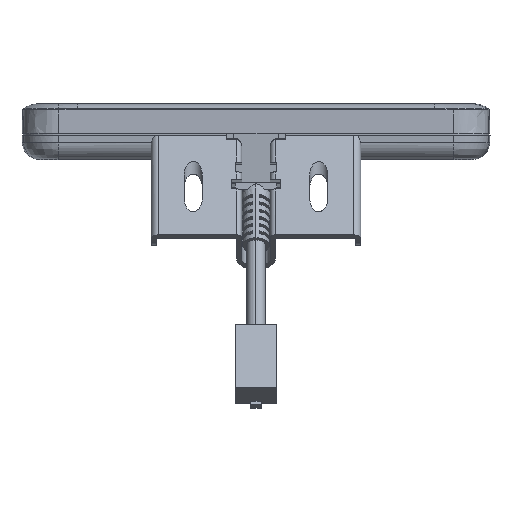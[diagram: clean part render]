
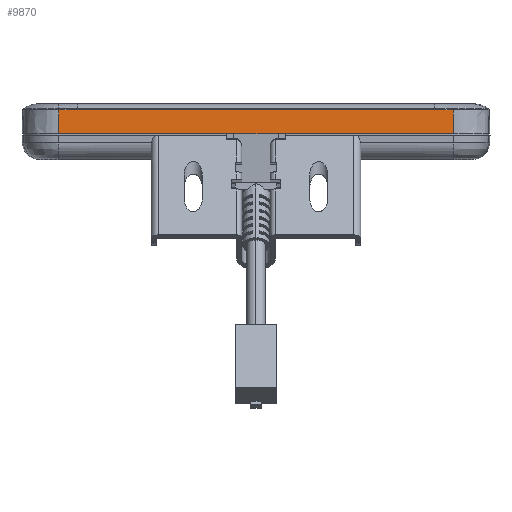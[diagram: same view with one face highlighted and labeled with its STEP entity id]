
A CAD part, top view. The second image highlights one B-rep face of the part: STEP entity #9870.
In plain terms, the highlighted face is planar.
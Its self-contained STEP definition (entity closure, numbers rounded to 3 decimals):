
#2760=DIRECTION('',(-0.031,0.035,0.999));
#2761=VECTOR('',#2760,6.834);
#2762=CARTESIAN_POINT('',(-56.5,15.012,1.774));
#2763=LINE('',#2762,#2761);
#2764=CARTESIAN_POINT('',(-56.5,15.012,1.774));
#2765=CARTESIAN_POINT('',(-55.897,15.012,1.772));
#2766=CARTESIAN_POINT('',(-54.699,15.012,1.765));
#2767=CARTESIAN_POINT('',(-52.93,15.011,1.752));
#2768=CARTESIAN_POINT('',(-51.768,15.011,1.734));
#2769=CARTESIAN_POINT('',(-51.192,15.01,1.722));
#2771=CARTESIAN_POINT('',(51.192,15.01,1.722));
#2772=CARTESIAN_POINT('',(51.768,15.011,1.734));
#2773=CARTESIAN_POINT('',(52.93,15.011,1.752));
#2774=CARTESIAN_POINT('',(54.699,15.012,1.766));
#2775=CARTESIAN_POINT('',(55.897,15.012,1.771));
#2776=CARTESIAN_POINT('',(56.5,15.012,1.773));
#2778=DIRECTION('',(-0.031,-0.035,-0.999));
#2779=VECTOR('',#2778,6.834);
#2780=CARTESIAN_POINT('',(56.71,15.25,8.6));
#2781=LINE('',#2780,#2779);
#2782=DIRECTION('',(1.,0.,0.));
#2783=VECTOR('',#2782,50.31);
#2784=CARTESIAN_POINT('',(6.4,15.25,8.6));
#2785=LINE('',#2784,#2783);
#2786=DIRECTION('',(1.,0.,0.));
#2787=VECTOR('',#2786,50.31);
#2788=CARTESIAN_POINT('',(-56.71,15.25,8.6));
#2789=LINE('',#2788,#2787);
#2807=DIRECTION('',(1.,0.,0.));
#2808=VECTOR('',#2807,102.384);
#2809=CARTESIAN_POINT('',(-51.192,15.01,1.722));
#2810=LINE('',#2809,#2808);
#3158=CARTESIAN_POINT('',(56.71,15.25,8.6));
#3224=CARTESIAN_POINT('',(-56.71,15.25,8.6));
#4304=DIRECTION('',(-1.,0.,0.));
#4305=VECTOR('',#4304,12.8);
#4306=CARTESIAN_POINT('',(6.4,15.25,8.6));
#4307=LINE('',#4306,#4305);
#6343=VERTEX_POINT('',#3224);
#6350=VERTEX_POINT('',#3158);
#6363=VERTEX_POINT('',#2776);
#6364=VERTEX_POINT('',#2771);
#6365=VERTEX_POINT('',#2769);
#6366=VERTEX_POINT('',#2764);
#6668=CARTESIAN_POINT('',(-6.4,15.25,8.6));
#6669=VERTEX_POINT('',#6668);
#6670=CARTESIAN_POINT('',(6.4,15.25,8.6));
#6671=VERTEX_POINT('',#6670);
#9848=CARTESIAN_POINT('',(-68.053,14.986,1.033));
#9849=DIRECTION('',(0.,0.999,-0.035));
#9850=DIRECTION('',(1.,0.,0.));
#9851=AXIS2_PLACEMENT_3D('',#9848,#9849,#9850);
#9852=PLANE('',#9851);
#9853=ORIENTED_EDGE('',*,*,#9843,.F.);
#9855=ORIENTED_EDGE('',*,*,#9854,.T.);
#9857=ORIENTED_EDGE('',*,*,#9856,.T.);
#9859=ORIENTED_EDGE('',*,*,#9858,.T.);
#9861=ORIENTED_EDGE('',*,*,#9860,.F.);
#9863=ORIENTED_EDGE('',*,*,#9862,.F.);
#9865=ORIENTED_EDGE('',*,*,#9864,.T.);
#9867=ORIENTED_EDGE('',*,*,#9866,.F.);
#9868=EDGE_LOOP('',(#9853,#9855,#9857,#9859,#9861,#9863,#9865,#9867));
#9869=FACE_OUTER_BOUND('',#9868,.F.);
#9870=ADVANCED_FACE('',(#9869),#9852,.T.);
#2770=B_SPLINE_CURVE_WITH_KNOTS('',3,(#2764,#2765,#2766,#2767,#2768,#2769),
.UNSPECIFIED.,.F.,.F.,(4,1,1,4),(0.,0.333,0.667,1.),
.UNSPECIFIED.);
#2777=B_SPLINE_CURVE_WITH_KNOTS('',3,(#2771,#2772,#2773,#2774,#2775,#2776),
.UNSPECIFIED.,.F.,.F.,(4,1,1,4),(0.,0.333,0.667,1.),
.UNSPECIFIED.);
#9843=EDGE_CURVE('',#6366,#6343,#2763,.T.);
#9854=EDGE_CURVE('',#6366,#6365,#2770,.T.);
#9856=EDGE_CURVE('',#6365,#6364,#2810,.T.);
#9858=EDGE_CURVE('',#6364,#6363,#2777,.T.);
#9860=EDGE_CURVE('',#6350,#6363,#2781,.T.);
#9862=EDGE_CURVE('',#6671,#6350,#2785,.T.);
#9864=EDGE_CURVE('',#6671,#6669,#4307,.T.);
#9866=EDGE_CURVE('',#6343,#6669,#2789,.T.);
